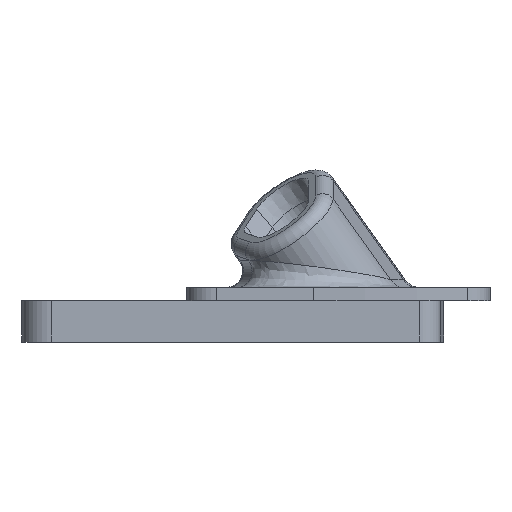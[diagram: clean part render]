
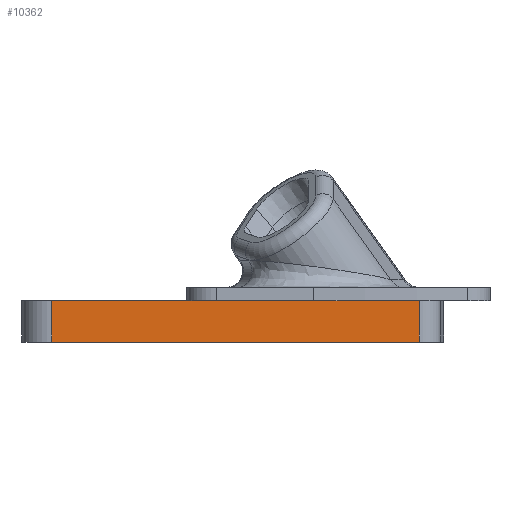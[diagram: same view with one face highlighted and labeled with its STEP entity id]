
A CAD part, left-side view. The second image highlights one B-rep face of the part: STEP entity #10362.
In plain terms, the highlighted planar face has unit normal (-1, 0, 0).
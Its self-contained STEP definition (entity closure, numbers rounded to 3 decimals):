
#4886 = PLANE('',#4887);
#4887 = AXIS2_PLACEMENT_3D('',#4888,#4889,#4890);
#4888 = CARTESIAN_POINT('',(0.,0.,-1.6));
#4889 = DIRECTION('',(0.,0.,1.));
#4890 = DIRECTION('',(1.,0.,0.));
#5349 = VERTEX_POINT('',#5350);
#5350 = CARTESIAN_POINT('',(-72.8,18.4,-1.6));
#5364 = PLANE('',#5365);
#5365 = AXIS2_PLACEMENT_3D('',#5366,#5367,#5368);
#5366 = CARTESIAN_POINT('',(0.,12.8,-1.6));
#5367 = DIRECTION('',(0.,0.,-1.));
#5368 = DIRECTION('',(-1.,0.,0.));
#8351 = EDGE_CURVE('',#5349,#8352,#8354,.T.);
#8352 = VERTEX_POINT('',#8353);
#8353 = CARTESIAN_POINT('',(-72.8,-9.8,-1.6));
#8354 = SURFACE_CURVE('',#8355,(#8359,#8366),.PCURVE_S1.);
#8355 = LINE('',#8356,#8357);
#8356 = CARTESIAN_POINT('',(-72.8,-4.9,-1.6));
#8357 = VECTOR('',#8358,1.);
#8358 = DIRECTION('',(0.,-1.,0.));
#8359 = PCURVE('',#4886,#8360);
#8360 = DEFINITIONAL_REPRESENTATION('',(#8361),#8365);
#8361 = LINE('',#8362,#8363);
#8362 = CARTESIAN_POINT('',(-72.8,-4.9));
#8363 = VECTOR('',#8364,1.);
#8364 = DIRECTION('',(0.,-1.));
#8365 = ( GEOMETRIC_REPRESENTATION_CONTEXT(2) 
PARAMETRIC_REPRESENTATION_CONTEXT() REPRESENTATION_CONTEXT('2D SPACE',''
  ) );
#8366 = PCURVE('',#8367,#8372);
#8367 = PLANE('',#8368);
#8368 = AXIS2_PLACEMENT_3D('',#8369,#8370,#8371);
#8369 = CARTESIAN_POINT('',(-72.8,-9.8,-1.6));
#8370 = DIRECTION('',(-1.,0.,0.));
#8371 = DIRECTION('',(0.,1.,0.));
#8372 = DEFINITIONAL_REPRESENTATION('',(#8373),#8377);
#8373 = LINE('',#8374,#8375);
#8374 = CARTESIAN_POINT('',(4.9,0.));
#8375 = VECTOR('',#8376,1.);
#8376 = DIRECTION('',(-1.,0.));
#8377 = ( GEOMETRIC_REPRESENTATION_CONTEXT(2) 
PARAMETRIC_REPRESENTATION_CONTEXT() REPRESENTATION_CONTEXT('2D SPACE',''
  ) );
#8396 = CYLINDRICAL_SURFACE('',#8397,2.6);
#8397 = AXIS2_PLACEMENT_3D('',#8398,#8399,#8400);
#8398 = CARTESIAN_POINT('',(-70.2,-9.8,-1.6));
#8399 = DIRECTION('',(0.,0.,-1.));
#8400 = DIRECTION('',(0.,-1.,0.));
#8702 = VERTEX_POINT('',#8703);
#8703 = CARTESIAN_POINT('',(-72.8,34.8,-1.6));
#8718 = CYLINDRICAL_SURFACE('',#8719,3.6);
#8719 = AXIS2_PLACEMENT_3D('',#8720,#8721,#8722);
#8720 = CARTESIAN_POINT('',(-69.2,34.8,-1.6));
#8721 = DIRECTION('',(0.,0.,-1.));
#8722 = DIRECTION('',(-1.,0.,0.));
#8730 = EDGE_CURVE('',#5349,#8702,#8731,.T.);
#8731 = SURFACE_CURVE('',#8732,(#8736,#8743),.PCURVE_S1.);
#8732 = LINE('',#8733,#8734);
#8733 = CARTESIAN_POINT('',(-72.8,-9.8,-1.6));
#8734 = VECTOR('',#8735,1.);
#8735 = DIRECTION('',(0.,1.,0.));
#8736 = PCURVE('',#5364,#8737);
#8737 = DEFINITIONAL_REPRESENTATION('',(#8738),#8742);
#8738 = LINE('',#8739,#8740);
#8739 = CARTESIAN_POINT('',(72.8,-22.6));
#8740 = VECTOR('',#8741,1.);
#8741 = DIRECTION('',(0.,1.));
#8742 = ( GEOMETRIC_REPRESENTATION_CONTEXT(2) 
PARAMETRIC_REPRESENTATION_CONTEXT() REPRESENTATION_CONTEXT('2D SPACE',''
  ) );
#8743 = PCURVE('',#8367,#8744);
#8744 = DEFINITIONAL_REPRESENTATION('',(#8745),#8749);
#8745 = LINE('',#8746,#8747);
#8746 = CARTESIAN_POINT('',(0.,0.));
#8747 = VECTOR('',#8748,1.);
#8748 = DIRECTION('',(1.,0.));
#8749 = ( GEOMETRIC_REPRESENTATION_CONTEXT(2) 
PARAMETRIC_REPRESENTATION_CONTEXT() REPRESENTATION_CONTEXT('2D SPACE',''
  ) );
#10362 = ADVANCED_FACE('',(#10363),#8367,.T.);
#10363 = FACE_BOUND('',#10364,.T.);
#10364 = EDGE_LOOP('',(#10365,#10366,#10367,#10390,#10418));
#10365 = ORIENTED_EDGE('',*,*,#8351,.F.);
#10366 = ORIENTED_EDGE('',*,*,#8730,.T.);
#10367 = ORIENTED_EDGE('',*,*,#10368,.T.);
#10368 = EDGE_CURVE('',#8702,#10369,#10371,.T.);
#10369 = VERTEX_POINT('',#10370);
#10370 = CARTESIAN_POINT('',(-72.8,34.8,-6.6));
#10371 = SURFACE_CURVE('',#10372,(#10376,#10383),.PCURVE_S1.);
#10372 = LINE('',#10373,#10374);
#10373 = CARTESIAN_POINT('',(-72.8,34.8,-1.6));
#10374 = VECTOR('',#10375,1.);
#10375 = DIRECTION('',(0.,0.,-1.));
#10376 = PCURVE('',#8367,#10377);
#10377 = DEFINITIONAL_REPRESENTATION('',(#10378),#10382);
#10378 = LINE('',#10379,#10380);
#10379 = CARTESIAN_POINT('',(44.6,0.));
#10380 = VECTOR('',#10381,1.);
#10381 = DIRECTION('',(0.,1.));
#10382 = ( GEOMETRIC_REPRESENTATION_CONTEXT(2) 
PARAMETRIC_REPRESENTATION_CONTEXT() REPRESENTATION_CONTEXT('2D SPACE',''
  ) );
#10383 = PCURVE('',#8718,#10384);
#10384 = DEFINITIONAL_REPRESENTATION('',(#10385),#10389);
#10385 = LINE('',#10386,#10387);
#10386 = CARTESIAN_POINT('',(0.,0.));
#10387 = VECTOR('',#10388,1.);
#10388 = DIRECTION('',(0.,1.));
#10389 = ( GEOMETRIC_REPRESENTATION_CONTEXT(2) 
PARAMETRIC_REPRESENTATION_CONTEXT() REPRESENTATION_CONTEXT('2D SPACE',''
  ) );
#10390 = ORIENTED_EDGE('',*,*,#10391,.F.);
#10391 = EDGE_CURVE('',#10392,#10369,#10394,.T.);
#10392 = VERTEX_POINT('',#10393);
#10393 = CARTESIAN_POINT('',(-72.8,-9.8,-6.6));
#10394 = SURFACE_CURVE('',#10395,(#10399,#10406),.PCURVE_S1.);
#10395 = LINE('',#10396,#10397);
#10396 = CARTESIAN_POINT('',(-72.8,-9.8,-6.6));
#10397 = VECTOR('',#10398,1.);
#10398 = DIRECTION('',(0.,1.,0.));
#10399 = PCURVE('',#8367,#10400);
#10400 = DEFINITIONAL_REPRESENTATION('',(#10401),#10405);
#10401 = LINE('',#10402,#10403);
#10402 = CARTESIAN_POINT('',(0.,5.));
#10403 = VECTOR('',#10404,1.);
#10404 = DIRECTION('',(1.,0.));
#10405 = ( GEOMETRIC_REPRESENTATION_CONTEXT(2) 
PARAMETRIC_REPRESENTATION_CONTEXT() REPRESENTATION_CONTEXT('2D SPACE',''
  ) );
#10406 = PCURVE('',#10407,#10412);
#10407 = PLANE('',#10408);
#10408 = AXIS2_PLACEMENT_3D('',#10409,#10410,#10411);
#10409 = CARTESIAN_POINT('',(0.,12.8,-6.6));
#10410 = DIRECTION('',(0.,0.,-1.));
#10411 = DIRECTION('',(-1.,0.,0.));
#10412 = DEFINITIONAL_REPRESENTATION('',(#10413),#10417);
#10413 = LINE('',#10414,#10415);
#10414 = CARTESIAN_POINT('',(72.8,-22.6));
#10415 = VECTOR('',#10416,1.);
#10416 = DIRECTION('',(0.,1.));
#10417 = ( GEOMETRIC_REPRESENTATION_CONTEXT(2) 
PARAMETRIC_REPRESENTATION_CONTEXT() REPRESENTATION_CONTEXT('2D SPACE',''
  ) );
#10418 = ORIENTED_EDGE('',*,*,#10419,.F.);
#10419 = EDGE_CURVE('',#8352,#10392,#10420,.T.);
#10420 = SURFACE_CURVE('',#10421,(#10425,#10432),.PCURVE_S1.);
#10421 = LINE('',#10422,#10423);
#10422 = CARTESIAN_POINT('',(-72.8,-9.8,-1.6));
#10423 = VECTOR('',#10424,1.);
#10424 = DIRECTION('',(0.,0.,-1.));
#10425 = PCURVE('',#8367,#10426);
#10426 = DEFINITIONAL_REPRESENTATION('',(#10427),#10431);
#10427 = LINE('',#10428,#10429);
#10428 = CARTESIAN_POINT('',(0.,0.));
#10429 = VECTOR('',#10430,1.);
#10430 = DIRECTION('',(0.,1.));
#10431 = ( GEOMETRIC_REPRESENTATION_CONTEXT(2) 
PARAMETRIC_REPRESENTATION_CONTEXT() REPRESENTATION_CONTEXT('2D SPACE',''
  ) );
#10432 = PCURVE('',#8396,#10433);
#10433 = DEFINITIONAL_REPRESENTATION('',(#10434),#10438);
#10434 = LINE('',#10435,#10436);
#10435 = CARTESIAN_POINT('',(1.571,0.));
#10436 = VECTOR('',#10437,1.);
#10437 = DIRECTION('',(0.,1.));
#10438 = ( GEOMETRIC_REPRESENTATION_CONTEXT(2) 
PARAMETRIC_REPRESENTATION_CONTEXT() REPRESENTATION_CONTEXT('2D SPACE',''
  ) );
